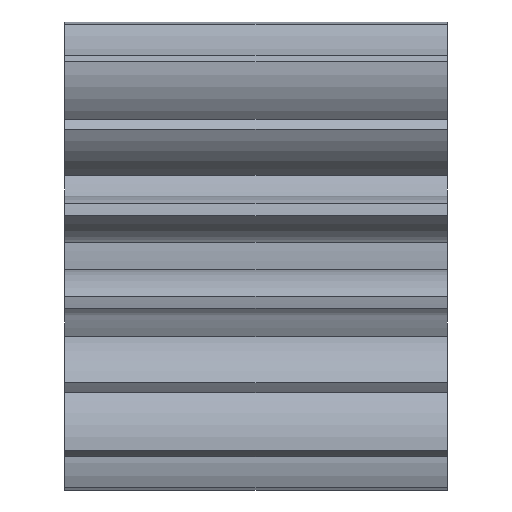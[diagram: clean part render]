
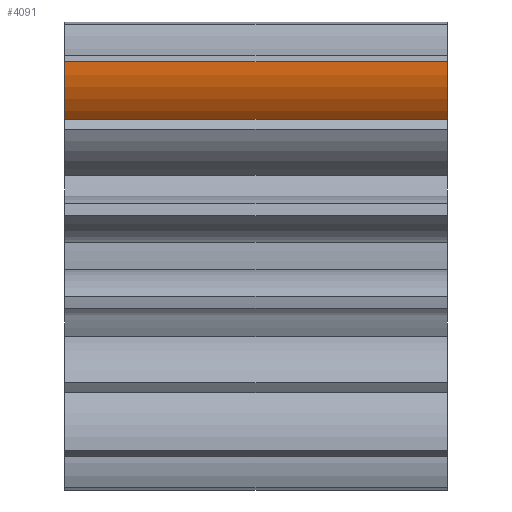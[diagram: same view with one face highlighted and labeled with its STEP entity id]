
A CAD part, front view. The second image highlights one B-rep face of the part: STEP entity #4091.
In plain terms, the highlighted cylindrical face has radius 2.24 mm (diameter 4.48 mm), a partial arc.
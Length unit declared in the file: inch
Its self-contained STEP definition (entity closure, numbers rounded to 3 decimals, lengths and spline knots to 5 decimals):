
#46 = VERTEX_POINT ( 'NONE', #4627 ) ;
#187 = ORIENTED_EDGE ( 'NONE', *, *, #5719, .T. ) ;
#504 = LINE ( 'NONE', #4454, #5702 ) ;
#564 = CARTESIAN_POINT ( 'NONE',  ( 0.13321, -0.07517, 0.19399 ) ) ;
#625 = ORIENTED_EDGE ( 'NONE', *, *, #2638, .T. ) ;
#655 = VECTOR ( 'NONE', #2403, 39.37008 ) ;
#659 = AXIS2_PLACEMENT_3D ( 'NONE', #3224, #4113, #4105 ) ;
#713 = VERTEX_POINT ( 'NONE', #2162 ) ;
#753 = EDGE_CURVE ( 'NONE', #1474, #713, #857, .T. ) ;
#798 = DIRECTION ( 'NONE',  ( -1., 0., 0. ) ) ;
#803 = AXIS2_PLACEMENT_3D ( 'NONE', #564, #3519, #1578 ) ;
#857 = CIRCLE ( 'NONE', #1675, 0.08819 ) ;
#1248 = DIRECTION ( 'NONE',  ( 0., 0., 1. ) ) ;
#1474 = VERTEX_POINT ( 'NONE', #3887 ) ;
#1505 = CIRCLE ( 'NONE', #659, 0.08819 ) ;
#1578 = DIRECTION ( 'NONE',  ( 0., 0., 1. ) ) ;
#1675 = AXIS2_PLACEMENT_3D ( 'NONE', #5327, #798, #1248 ) ;
#1699 = FACE_OUTER_BOUND ( 'NONE', #5777, .T. ) ;
#1853 = CARTESIAN_POINT ( 'NONE',  ( -0.26679, -0.14121, 0.13554 ) ) ;
#1890 = LINE ( 'NONE', #4960, #655 ) ;
#2162 = CARTESIAN_POINT ( 'NONE',  ( 0.13321, -0.16331, 0.19687 ) ) ;
#2403 = DIRECTION ( 'NONE',  ( 1., 0., 0. ) ) ;
#2568 = DIRECTION ( 'NONE',  ( 1., 0., 0. ) ) ;
#2638 = EDGE_CURVE ( 'NONE', #46, #6166, #1505, .T. ) ;
#2862 = ORIENTED_EDGE ( 'NONE', *, *, #4869, .F. ) ;
#3224 = CARTESIAN_POINT ( 'NONE',  ( -0.26679, -0.07517, 0.19399 ) ) ;
#3519 = DIRECTION ( 'NONE',  ( -1., 0., 0. ) ) ;
#3887 = CARTESIAN_POINT ( 'NONE',  ( 0.13321, -0.14121, 0.13554 ) ) ;
#4005 = ORIENTED_EDGE ( 'NONE', *, *, #753, .T. ) ;
#4091 = ADVANCED_FACE ( 'NONE', ( #1699 ), #4258, .T. ) ;
#4105 = DIRECTION ( 'NONE',  ( 0., 0., -1. ) ) ;
#4113 = DIRECTION ( 'NONE',  ( 1., 0., 0. ) ) ;
#4258 = CYLINDRICAL_SURFACE ( 'NONE', #803, 0.08819 ) ;
#4454 = CARTESIAN_POINT ( 'NONE',  ( -0.60853, -0.16331, 0.19687 ) ) ;
#4627 = CARTESIAN_POINT ( 'NONE',  ( -0.26679, -0.16331, 0.19687 ) ) ;
#4869 = EDGE_CURVE ( 'NONE', #46, #713, #504, .T. ) ;
#4960 = CARTESIAN_POINT ( 'NONE',  ( 0.13321, -0.14121, 0.13554 ) ) ;
#5327 = CARTESIAN_POINT ( 'NONE',  ( 0.13321, -0.07517, 0.19399 ) ) ;
#5702 = VECTOR ( 'NONE', #2568, 39.37008 ) ;
#5719 = EDGE_CURVE ( 'NONE', #6166, #1474, #1890, .T. ) ;
#5777 = EDGE_LOOP ( 'NONE', ( #187, #4005, #2862, #625 ) ) ;
#6166 = VERTEX_POINT ( 'NONE', #1853 ) ;
